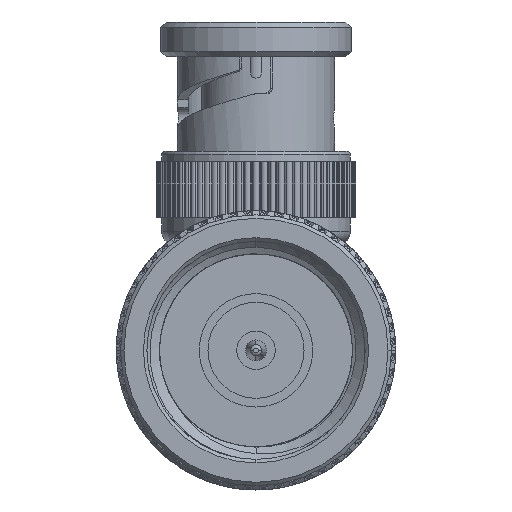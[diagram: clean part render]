
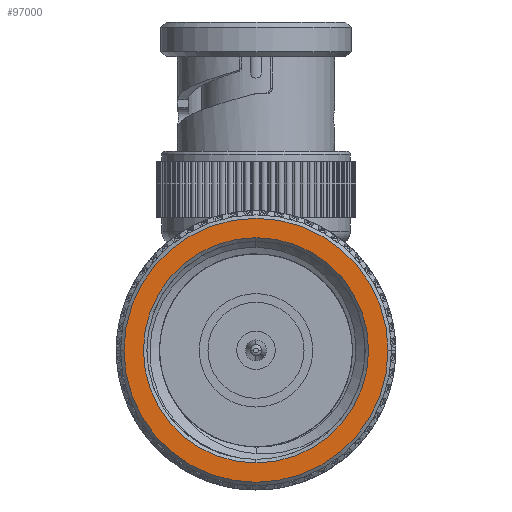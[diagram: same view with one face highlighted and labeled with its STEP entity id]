
A CAD part, left-side view. The second image highlights one B-rep face of the part: STEP entity #97000.
In plain terms, the highlighted planar face has unit normal (-1, 0, 0).
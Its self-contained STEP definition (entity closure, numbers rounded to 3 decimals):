
#4044 = EDGE_LOOP ( 'NONE', ( #53483, #17605 ) ) ;
#7380 = AXIS2_PLACEMENT_3D ( 'NONE', #27840, #61269, #94661 ) ;
#7989 = CARTESIAN_POINT ( 'NONE',  ( 0., 0., 8.191 ) ) ;
#13937 = DIRECTION ( 'NONE',  ( 1., 0., 0. ) ) ;
#14434 = CARTESIAN_POINT ( 'NONE',  ( 0., 9.603, 0. ) ) ;
#15796 = CARTESIAN_POINT ( 'NONE',  ( 0., 9.857, 0. ) ) ;
#17605 = ORIENTED_EDGE ( 'NONE', *, *, #80869, .T. ) ;
#17662 = CARTESIAN_POINT ( 'NONE',  ( 0., -9.603, 0. ) ) ;
#21923 = DIRECTION ( 'NONE',  ( 0., -1., 0. ) ) ;
#25538 = VERTEX_POINT ( 'NONE', #27211 ) ;
#27211 = CARTESIAN_POINT ( 'NONE',  ( 0., 0., -8.191 ) ) ;
#27840 = CARTESIAN_POINT ( 'NONE',  ( 0., 0., 0. ) ) ;
#28350 = AXIS2_PLACEMENT_3D ( 'NONE', #15796, #57986, #74967 ) ;
#30670 = CARTESIAN_POINT ( 'NONE',  ( 0., 0., 0. ) ) ;
#31219 = DIRECTION ( 'NONE',  ( 1., 0., 0. ) ) ;
#31863 = ORIENTED_EDGE ( 'NONE', *, *, #67201, .T. ) ;
#32237 = PLANE ( 'NONE',  #28350 ) ;
#37204 = FACE_BOUND ( 'NONE', #4044, .T. ) ;
#39629 = CARTESIAN_POINT ( 'NONE',  ( 0., 0., 0. ) ) ;
#41646 = AXIS2_PLACEMENT_3D ( 'NONE', #39629, #13937, #73071 ) ;
#42871 = ORIENTED_EDGE ( 'NONE', *, *, #91192, .T. ) ;
#53483 = ORIENTED_EDGE ( 'NONE', *, *, #92900, .T. ) ;
#56442 = AXIS2_PLACEMENT_3D ( 'NONE', #81090, #31219, #21923 ) ;
#57986 = DIRECTION ( 'NONE',  ( -1., 0., 0. ) ) ;
#61269 = DIRECTION ( 'NONE',  ( -1., 0., 0. ) ) ;
#64126 = DIRECTION ( 'NONE',  ( -1., 0., 0. ) ) ;
#65952 = EDGE_LOOP ( 'NONE', ( #31863, #42871 ) ) ;
#67201 = EDGE_CURVE ( 'NONE', #100054, #88032, #107726, .T. ) ;
#69222 = AXIS2_PLACEMENT_3D ( 'NONE', #30670, #64126, #98619 ) ;
#70666 = FACE_OUTER_BOUND ( 'NONE', #65952, .T. ) ;
#73071 = DIRECTION ( 'NONE',  ( 0., -1., 0. ) ) ;
#74923 = CIRCLE ( 'NONE', #41646, 8.191 ) ;
#74967 = DIRECTION ( 'NONE',  ( 0., -1., 0. ) ) ;
#79116 = CIRCLE ( 'NONE', #7380, 9.603 ) ;
#80869 = EDGE_CURVE ( 'NONE', #25538, #105535, #74923, .T. ) ;
#81090 = CARTESIAN_POINT ( 'NONE',  ( 0., 0., 0. ) ) ;
#88032 = VERTEX_POINT ( 'NONE', #17662 ) ;
#91192 = EDGE_CURVE ( 'NONE', #88032, #100054, #79116, .T. ) ;
#92900 = EDGE_CURVE ( 'NONE', #105535, #25538, #98452, .T. ) ;
#94661 = DIRECTION ( 'NONE',  ( 0., -1., 0. ) ) ;
#97000 = ADVANCED_FACE ( 'NONE', ( #37204, #70666 ), #32237, .T. ) ;
#98452 = CIRCLE ( 'NONE', #56442, 8.191 ) ;
#98619 = DIRECTION ( 'NONE',  ( 0., -1., 0. ) ) ;
#100054 = VERTEX_POINT ( 'NONE', #14434 ) ;
#105535 = VERTEX_POINT ( 'NONE', #7989 ) ;
#107726 = CIRCLE ( 'NONE', #69222, 9.603 ) ;
